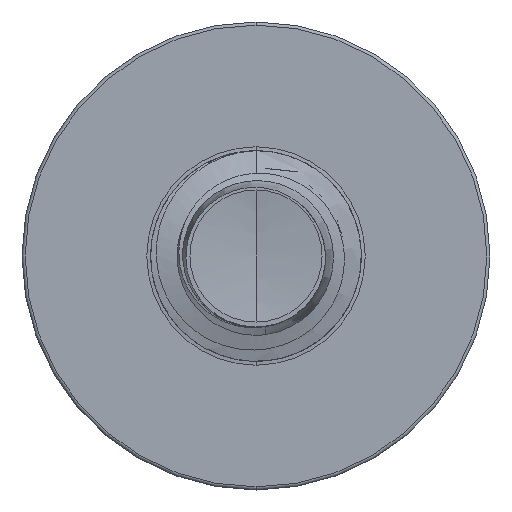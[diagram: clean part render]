
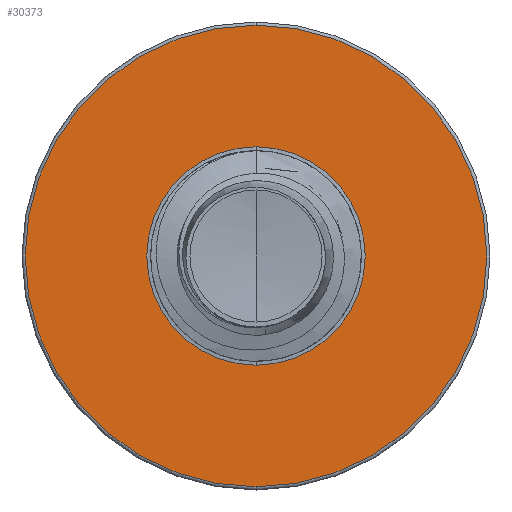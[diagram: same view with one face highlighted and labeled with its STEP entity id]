
A CAD part, front view. The second image highlights one B-rep face of the part: STEP entity #30373.
In plain terms, the highlighted planar face has unit normal (0, -1, 0).
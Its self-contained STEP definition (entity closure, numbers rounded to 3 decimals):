
#116 = FACE_BOUND ( 'NONE', #18811, .T. ) ;
#225 = DIRECTION ( 'NONE',  ( 0., 1., 0. ) ) ;
#499 = CARTESIAN_POINT ( 'NONE',  ( 0., 9., 0. ) ) ;
#2135 = ORIENTED_EDGE ( 'NONE', *, *, #12892, .T. ) ;
#2276 = ORIENTED_EDGE ( 'NONE', *, *, #16866, .F. ) ;
#2565 = ORIENTED_EDGE ( 'NONE', *, *, #12604, .T. ) ;
#2604 = AXIS2_PLACEMENT_3D ( 'NONE', #19858, #4110, #22199 ) ;
#3320 = DIRECTION ( 'NONE',  ( 0., 0., 1. ) ) ;
#4110 = DIRECTION ( 'NONE',  ( 0., 1., 0. ) ) ;
#7625 = CIRCLE ( 'NONE', #23848, 1.973 ) ;
#9556 = VERTEX_POINT ( 'NONE', #24344 ) ;
#10182 = PLANE ( 'NONE',  #18668 ) ;
#10228 = CARTESIAN_POINT ( 'NONE',  ( 0., 9., 0.933 ) ) ;
#10763 = CARTESIAN_POINT ( 'NONE',  ( 0., 9., -0.933 ) ) ;
#11361 = DIRECTION ( 'NONE',  ( 0., 1., 0. ) ) ;
#12042 = EDGE_LOOP ( 'NONE', ( #2276, #21696 ) ) ;
#12165 = FACE_OUTER_BOUND ( 'NONE', #12042, .T. ) ;
#12604 = EDGE_CURVE ( 'NONE', #31069, #25236, #27436, .T. ) ;
#12892 = EDGE_CURVE ( 'NONE', #25236, #31069, #14399, .T. ) ;
#12906 = CARTESIAN_POINT ( 'NONE',  ( 0., 9., -0.933 ) ) ;
#14399 = CIRCLE ( 'NONE', #28737, 0.933 ) ;
#14884 = AXIS2_PLACEMENT_3D ( 'NONE', #25720, #11361, #27925 ) ;
#15520 = DIRECTION ( 'NONE',  ( 0., 1., 0. ) ) ;
#16056 = EDGE_CURVE ( 'NONE', #9556, #16726, #7625, .T. ) ;
#16437 = CARTESIAN_POINT ( 'NONE',  ( 0., 9., 0. ) ) ;
#16726 = VERTEX_POINT ( 'NONE', #22097 ) ;
#16866 = EDGE_CURVE ( 'NONE', #16726, #9556, #29483, .T. ) ;
#18668 = AXIS2_PLACEMENT_3D ( 'NONE', #12906, #15520, #31561 ) ;
#18811 = EDGE_LOOP ( 'NONE', ( #2135, #2565 ) ) ;
#18912 = DIRECTION ( 'NONE',  ( 0., 0., 1. ) ) ;
#19157 = DIRECTION ( 'NONE',  ( 0., 1., 0. ) ) ;
#19858 = CARTESIAN_POINT ( 'NONE',  ( 0., 9., 0. ) ) ;
#21696 = ORIENTED_EDGE ( 'NONE', *, *, #16056, .F. ) ;
#22097 = CARTESIAN_POINT ( 'NONE',  ( 0., 9., 1.973 ) ) ;
#22199 = DIRECTION ( 'NONE',  ( 0., 0., 1. ) ) ;
#23848 = AXIS2_PLACEMENT_3D ( 'NONE', #16437, #225, #18912 ) ;
#24344 = CARTESIAN_POINT ( 'NONE',  ( 0., 9., -1.973 ) ) ;
#25236 = VERTEX_POINT ( 'NONE', #10228 ) ;
#25720 = CARTESIAN_POINT ( 'NONE',  ( 0., 9., 0. ) ) ;
#27436 = CIRCLE ( 'NONE', #14884, 0.933 ) ;
#27925 = DIRECTION ( 'NONE',  ( 0., 0., 1. ) ) ;
#28737 = AXIS2_PLACEMENT_3D ( 'NONE', #499, #19157, #3320 ) ;
#29483 = CIRCLE ( 'NONE', #2604, 1.973 ) ;
#30373 = ADVANCED_FACE ( 'NONE', ( #12165, #116 ), #10182, .F. ) ;
#31069 = VERTEX_POINT ( 'NONE', #10763 ) ;
#31561 = DIRECTION ( 'NONE',  ( 0., 0., 1. ) ) ;
